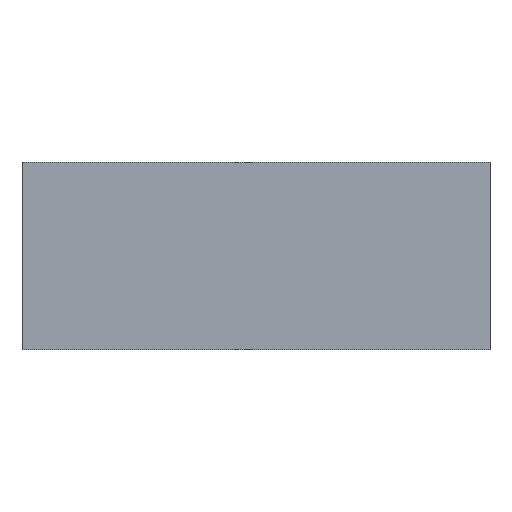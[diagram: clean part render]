
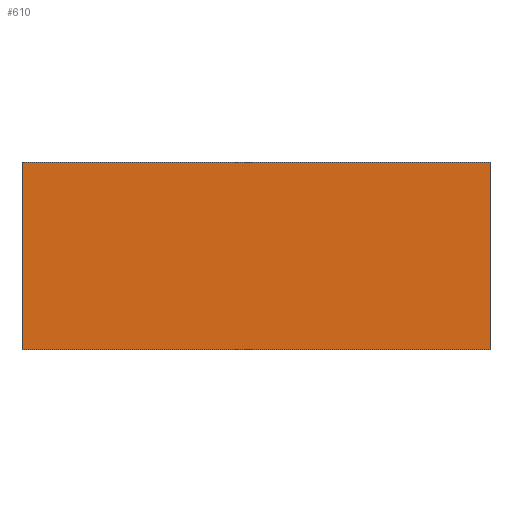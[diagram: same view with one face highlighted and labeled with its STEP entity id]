
A CAD part, front view. The second image highlights one B-rep face of the part: STEP entity #610.
In plain terms, the highlighted planar face has unit normal (0, -1, 0).
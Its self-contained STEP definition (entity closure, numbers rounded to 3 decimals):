
#57=PLANE('',#706);
#97=FACE_OUTER_BOUND('',#145,.T.);
#145=EDGE_LOOP('',(#510,#511,#512,#513));
#193=LINE('',#1054,#226);
#194=LINE('',#1056,#227);
#195=LINE('',#1058,#228);
#196=LINE('',#1059,#229);
#226=VECTOR('',#889,10.);
#227=VECTOR('',#890,10.);
#228=VECTOR('',#891,10.);
#229=VECTOR('',#892,10.);
#322=VERTEX_POINT('',#1052);
#323=VERTEX_POINT('',#1053);
#324=VERTEX_POINT('',#1055);
#325=VERTEX_POINT('',#1057);
#393=EDGE_CURVE('',#322,#323,#193,.T.);
#394=EDGE_CURVE('',#322,#324,#194,.T.);
#395=EDGE_CURVE('',#325,#324,#195,.T.);
#396=EDGE_CURVE('',#323,#325,#196,.T.);
#510=ORIENTED_EDGE('',*,*,#393,.F.);
#511=ORIENTED_EDGE('',*,*,#394,.T.);
#512=ORIENTED_EDGE('',*,*,#395,.F.);
#513=ORIENTED_EDGE('',*,*,#396,.F.);
#610=ADVANCED_FACE('',(#97),#57,.T.);
#706=AXIS2_PLACEMENT_3D('',#1051,#887,#888);
#887=DIRECTION('center_axis',(0.,-1.,0.));
#888=DIRECTION('ref_axis',(0.,0.,-1.));
#889=DIRECTION('',(0.,0.,1.));
#890=DIRECTION('',(1.,0.,0.));
#891=DIRECTION('',(0.,0.,-1.));
#892=DIRECTION('',(1.,0.,0.));
#1051=CARTESIAN_POINT('Origin',(0.,-82.5,10.));
#1052=CARTESIAN_POINT('',(0.,-82.5,-10.));
#1053=CARTESIAN_POINT('',(0.,-82.5,10.));
#1054=CARTESIAN_POINT('',(0.,-82.5,-10.));
#1055=CARTESIAN_POINT('',(50.,-82.5,-10.));
#1056=CARTESIAN_POINT('',(0.,-82.5,-10.));
#1057=CARTESIAN_POINT('',(50.,-82.5,10.));
#1058=CARTESIAN_POINT('',(50.,-82.5,-10.));
#1059=CARTESIAN_POINT('',(0.,-82.5,10.));
